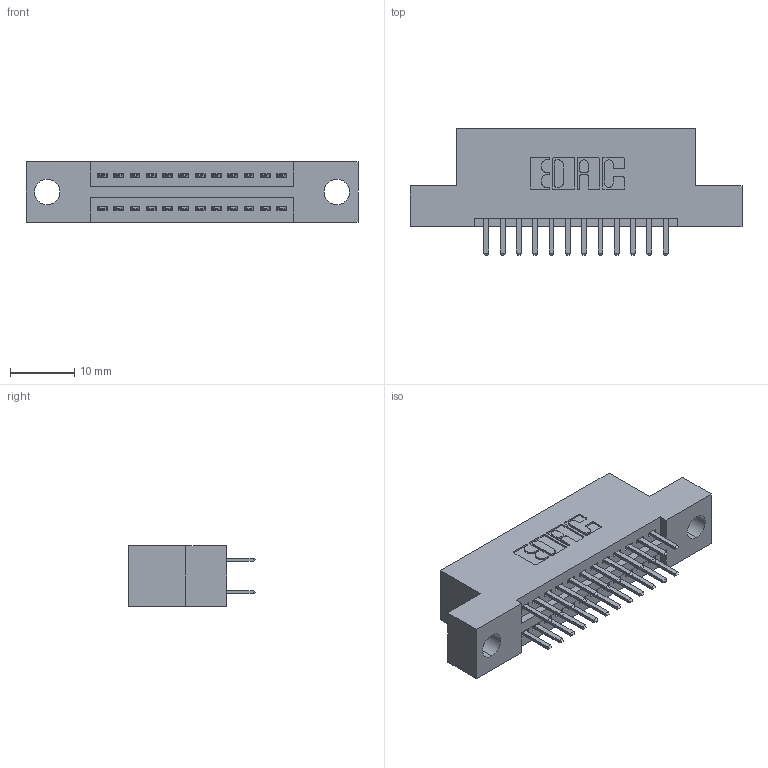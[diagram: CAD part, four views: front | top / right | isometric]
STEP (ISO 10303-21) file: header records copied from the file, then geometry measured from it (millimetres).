
FILE_DESCRIPTION (( 'STEP AP203' ), '1' );
FILE_NAME ('345-024-520-204.STEP', '2018-08-21T04:50:00', ( '' ), ( '' ), 'SwSTEP 2.0', 'SolidWorks 2016', '' );
FILE_SCHEMA (( 'CONFIG_CONTROL_DESIGN' ));
Length unit declared in the file: inch
Products named in the file (3): 345-024-520-204; 345 Part_Flush Mounting Lugs - 0.156 Dia-TH; 345-292-001_345-293-120
Assembly tree (25 placements, depth 2):
  345-024-520-204
    345 Part_Flush Mounting Lugs - 0.156 Dia-TH
    345-292-001_345-293-120  x24
Bounding box: 51.69 x 19.68 x 9.4 mm (x, y, z)
Volume: 4644.2 mm3; surface area: 6076.7 mm2
Topology: 25 solids, 25 shells, 1422 faces, 4109 edges, 2674 vertices
Faces by surface type: plane 920, cylinder 502
Entity records: 13571 total; most frequent: CARTESIAN_POINT 2316, ORIENTED_EDGE 2238, DIRECTION 2067, EDGE_CURVE 1119, VECTOR 935, LINE 935, VERTEX_POINT 742, AXIS2_PLACEMENT_3D 566
